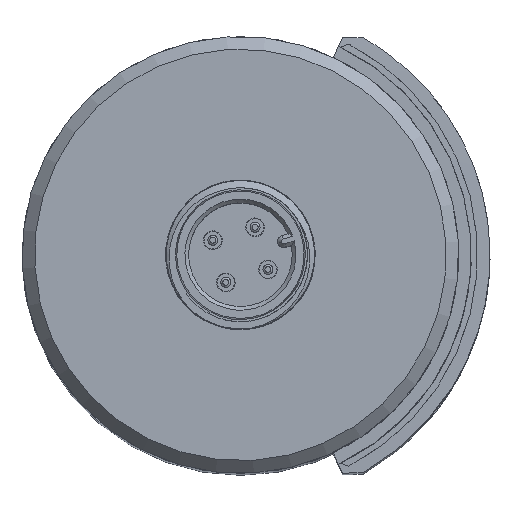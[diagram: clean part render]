
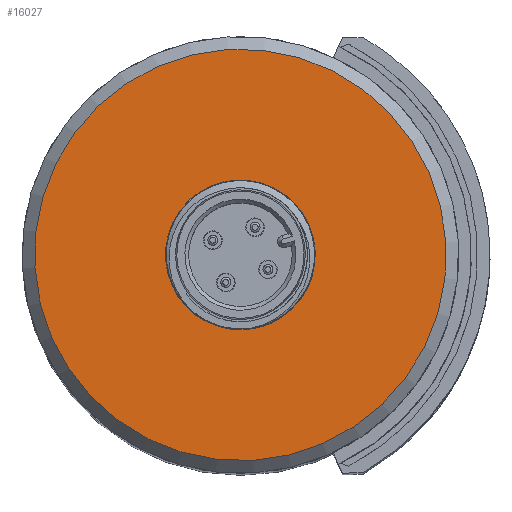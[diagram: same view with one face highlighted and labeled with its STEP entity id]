
A CAD part, top view. The second image highlights one B-rep face of the part: STEP entity #16027.
In plain terms, the highlighted planar face has unit normal (0, 0, 1).
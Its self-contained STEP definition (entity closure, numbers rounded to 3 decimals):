
#1173=FACE_BOUND('',#3427,.T.);
#1634=PLANE('',#17833);
#2473=FACE_OUTER_BOUND('',#3426,.T.);
#3426=EDGE_LOOP('',(#14535));
#3427=EDGE_LOOP('',(#14536));
#6655=CIRCLE('',#17831,6.);
#6657=CIRCLE('',#17834,16.492);
#8062=VERTEX_POINT('',#39694);
#8063=VERTEX_POINT('',#39699);
#10251=EDGE_CURVE('',#8062,#8062,#6655,.T.);
#10253=EDGE_CURVE('',#8063,#8063,#6657,.T.);
#14535=ORIENTED_EDGE('',*,*,#10253,.F.);
#14536=ORIENTED_EDGE('',*,*,#10251,.F.);
#16027=ADVANCED_FACE('',(#2473,#1173),#1634,.T.);
#17831=AXIS2_PLACEMENT_3D('',#39696,#21955,#21956);
#17833=AXIS2_PLACEMENT_3D('',#39698,#21959,#21960);
#17834=AXIS2_PLACEMENT_3D('',#39700,#21961,#21962);
#21955=DIRECTION('center_axis',(0.,0.,1.));
#21956=DIRECTION('ref_axis',(1.,0.,0.));
#21959=DIRECTION('center_axis',(0.,0.,1.));
#21960=DIRECTION('ref_axis',(1.,0.,0.));
#21961=DIRECTION('center_axis',(0.,0.,-1.));
#21962=DIRECTION('ref_axis',(-1.,0.,0.));
#39694=CARTESIAN_POINT('',(63.809,0.473,89.042));
#39696=CARTESIAN_POINT('Origin',(57.809,0.473,89.042));
#39698=CARTESIAN_POINT('Origin',(75.301,0.473,89.042));
#39699=CARTESIAN_POINT('',(74.301,0.473,89.042));
#39700=CARTESIAN_POINT('Origin',(57.809,0.473,89.042));
